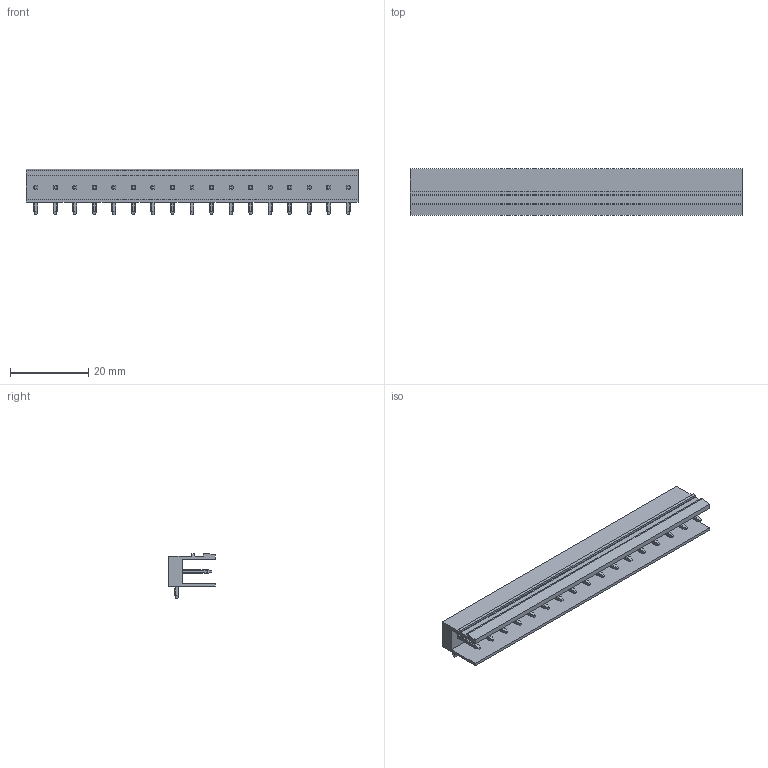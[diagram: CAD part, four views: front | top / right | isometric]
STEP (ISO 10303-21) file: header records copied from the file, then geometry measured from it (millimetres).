
FILE_DESCRIPTION(('CATIA V5 STEP Exchange','CAx-IF Rec.Pracs.--- Model Styling and Organization---1.2---2011-12-15'),'2;1');
FILE_NAME ('D1452876_0_1571270000_1571270000.stp','2018-10-13T05:08:33+00:00',('none'),('Weidmueller'),'CATIA Version 5-6 Release 2014','CATIA V5 STEP AP214','none');
FILE_SCHEMA(('AUTOMOTIVE_DESIGN { 1 0 10303 214 1 1 1 1 }'));
Length unit declared in the file: millimetre
Products named in the file (1): 1571270000
Bounding box: 85 x 12 x 11.7 mm (x, y, z)
Volume: 3804.9 mm3; surface area: 6344.4 mm2
Topology: 18 solids, 18 shells, 665 faces, 1751 edges, 1122 vertices
Faces by surface type: plane 391, cylinder 274
Entity records: 18422 total; most frequent: CARTESIAN_POINT 4470, ORIENTED_EDGE 3502, EDGE_CURVE 1745, DIRECTION 1729, VERTEX_POINT 1114, VECTOR 1065, LINE 1065, EDGE_LOOP 699
